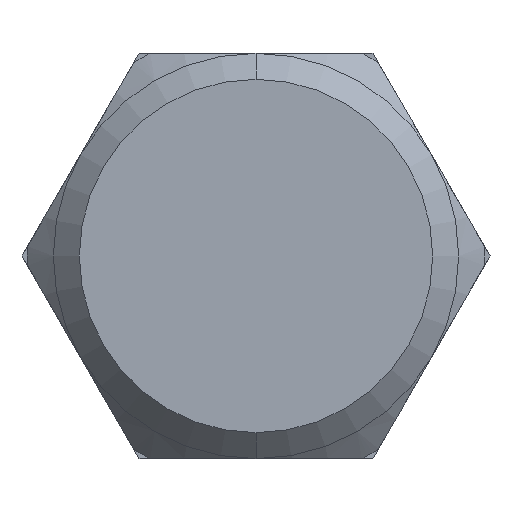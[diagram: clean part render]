
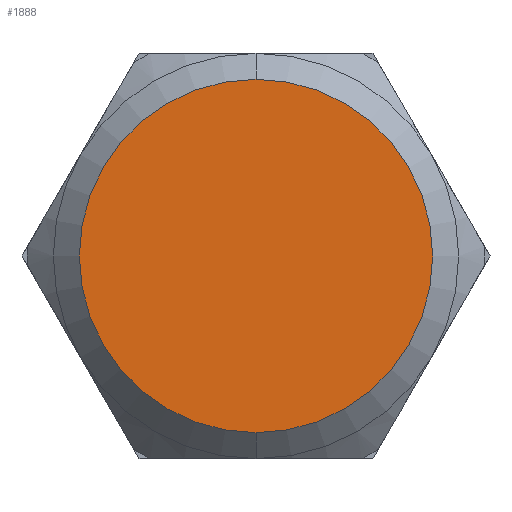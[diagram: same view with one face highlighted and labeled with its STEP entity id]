
A CAD part, left-side view. The second image highlights one B-rep face of the part: STEP entity #1888.
In plain terms, the highlighted planar face has unit normal (-1, 0, 0).
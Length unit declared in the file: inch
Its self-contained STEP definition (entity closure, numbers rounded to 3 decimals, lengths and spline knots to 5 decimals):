
#101 = DIRECTION ( 'NONE',  ( 1., 0., 0. ) ) ;
#269 = DIRECTION ( 'NONE',  ( 0., 0., -1. ) ) ;
#331 = DIRECTION ( 'NONE',  ( 0., 0., -1. ) ) ;
#769 = CARTESIAN_POINT ( 'NONE',  ( -0.29, 0., 0. ) ) ;
#1097 = AXIS2_PLACEMENT_3D ( 'NONE', #2053, #101, #269 ) ;
#1099 = DIRECTION ( 'NONE',  ( 0., 0., -1. ) ) ;
#1283 = CARTESIAN_POINT ( 'NONE',  ( -0.29, 0., -0.068 ) ) ;
#1306 = CIRCLE ( 'NONE', #1097, 0.068 ) ;
#1347 = AXIS2_PLACEMENT_3D ( 'NONE', #2468, #1457, #1099 ) ;
#1457 = DIRECTION ( 'NONE',  ( 1., 0., 0. ) ) ;
#1719 = VERTEX_POINT ( 'NONE', #1283 ) ;
#1812 = EDGE_CURVE ( 'NONE', #1719, #2145, #1873, .T. ) ;
#1873 = CIRCLE ( 'NONE', #1347, 0.068 ) ;
#1888 = ADVANCED_FACE ( 'NONE', ( #2522 ), #2540, .F. ) ;
#1913 = AXIS2_PLACEMENT_3D ( 'NONE', #769, #2136, #331 ) ;
#1937 = EDGE_LOOP ( 'NONE', ( #2077, #2158 ) ) ;
#2053 = CARTESIAN_POINT ( 'NONE',  ( -0.29, 0., 0. ) ) ;
#2077 = ORIENTED_EDGE ( 'NONE', *, *, #1812, .F. ) ;
#2136 = DIRECTION ( 'NONE',  ( 1., 0., 0. ) ) ;
#2145 = VERTEX_POINT ( 'NONE', #2358 ) ;
#2158 = ORIENTED_EDGE ( 'NONE', *, *, #2206, .F. ) ;
#2206 = EDGE_CURVE ( 'NONE', #2145, #1719, #1306, .T. ) ;
#2358 = CARTESIAN_POINT ( 'NONE',  ( -0.29, 0., 0.068 ) ) ;
#2468 = CARTESIAN_POINT ( 'NONE',  ( -0.29, 0., 0. ) ) ;
#2522 = FACE_OUTER_BOUND ( 'NONE', #1937, .T. ) ;
#2540 = PLANE ( 'NONE',  #1913 ) ;
